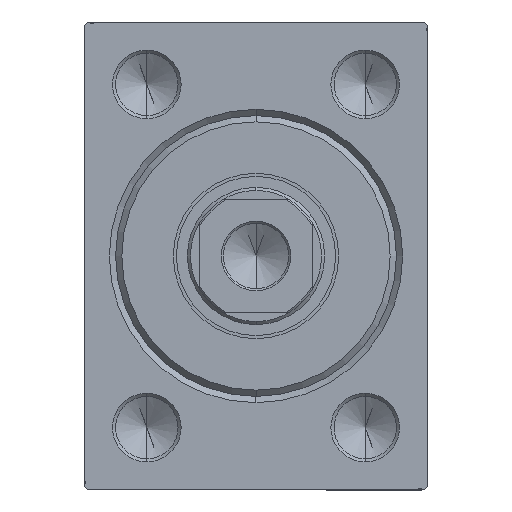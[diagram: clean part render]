
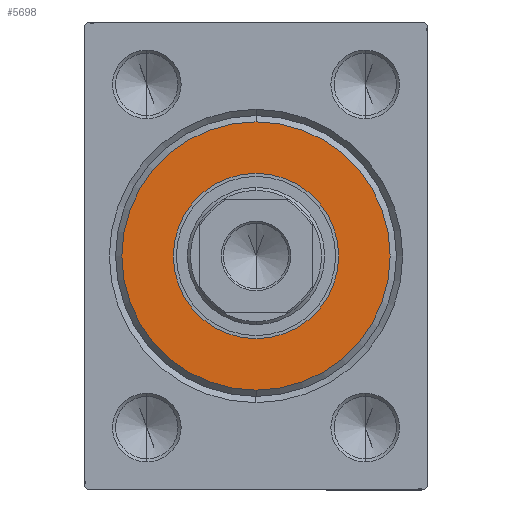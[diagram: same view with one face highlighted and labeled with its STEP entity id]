
A CAD part, left-side view. The second image highlights one B-rep face of the part: STEP entity #5698.
In plain terms, the highlighted face is planar.
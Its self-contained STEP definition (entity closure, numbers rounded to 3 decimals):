
#7 = CARTESIAN_POINT ( 'NONE',  ( 3., 0., 21.5 ) ) ;
#164 = DIRECTION ( 'NONE',  ( 0., 0., -1. ) ) ;
#1649 = EDGE_LOOP ( 'NONE', ( #29530, #29844 ) ) ;
#3408 = DIRECTION ( 'NONE',  ( 0., 0., -1. ) ) ;
#3629 = CARTESIAN_POINT ( 'NONE',  ( 3., 0., 0. ) ) ;
#4513 = EDGE_CURVE ( 'NONE', #29161, #15744, #12250, .T. ) ;
#4881 = VERTEX_POINT ( 'NONE', #5959 ) ;
#5698 = ADVANCED_FACE ( 'NONE', ( #22064, #8690 ), #22286, .T. ) ;
#5959 = CARTESIAN_POINT ( 'NONE',  ( 3., 0., -21.5 ) ) ;
#8557 = DIRECTION ( 'NONE',  ( 1., 0., 0. ) ) ;
#8690 = FACE_BOUND ( 'NONE', #1649, .T. ) ;
#9350 = AXIS2_PLACEMENT_3D ( 'NONE', #41816, #24620, #164 ) ;
#9584 = AXIS2_PLACEMENT_3D ( 'NONE', #3629, #27407, #3408 ) ;
#11653 = CARTESIAN_POINT ( 'NONE',  ( 3., 0., 0. ) ) ;
#12250 = CIRCLE ( 'NONE', #9350, 13.25 ) ;
#15189 = AXIS2_PLACEMENT_3D ( 'NONE', #11653, #42894, #29094 ) ;
#15744 = VERTEX_POINT ( 'NONE', #43585 ) ;
#18646 = ORIENTED_EDGE ( 'NONE', *, *, #34468, .T. ) ;
#21873 = CIRCLE ( 'NONE', #9584, 21.5 ) ;
#22064 = FACE_OUTER_BOUND ( 'NONE', #28571, .T. ) ;
#22286 = PLANE ( 'NONE',  #15189 ) ;
#22464 = ORIENTED_EDGE ( 'NONE', *, *, #23106, .T. ) ;
#22682 = DIRECTION ( 'NONE',  ( 0., 0., -1. ) ) ;
#23106 = EDGE_CURVE ( 'NONE', #4881, #34499, #44431, .T. ) ;
#24620 = DIRECTION ( 'NONE',  ( 1., 0., 0. ) ) ;
#25786 = CARTESIAN_POINT ( 'NONE',  ( 3., 0., 0. ) ) ;
#27407 = DIRECTION ( 'NONE',  ( 1., 0., 0. ) ) ;
#28532 = AXIS2_PLACEMENT_3D ( 'NONE', #25786, #8557, #36195 ) ;
#28571 = EDGE_LOOP ( 'NONE', ( #18646, #22464 ) ) ;
#29094 = DIRECTION ( 'NONE',  ( 0., 0., -1. ) ) ;
#29161 = VERTEX_POINT ( 'NONE', #37874 ) ;
#29206 = CIRCLE ( 'NONE', #35694, 13.25 ) ;
#29530 = ORIENTED_EDGE ( 'NONE', *, *, #4513, .F. ) ;
#29844 = ORIENTED_EDGE ( 'NONE', *, *, #36847, .F. ) ;
#33316 = CARTESIAN_POINT ( 'NONE',  ( 3., 0., 0. ) ) ;
#34468 = EDGE_CURVE ( 'NONE', #34499, #4881, #21873, .T. ) ;
#34499 = VERTEX_POINT ( 'NONE', #7 ) ;
#35694 = AXIS2_PLACEMENT_3D ( 'NONE', #33316, #43070, #22682 ) ;
#36195 = DIRECTION ( 'NONE',  ( 0., 0., -1. ) ) ;
#36847 = EDGE_CURVE ( 'NONE', #15744, #29161, #29206, .T. ) ;
#37874 = CARTESIAN_POINT ( 'NONE',  ( 3., 0., -13.25 ) ) ;
#41816 = CARTESIAN_POINT ( 'NONE',  ( 3., 0., 0. ) ) ;
#42894 = DIRECTION ( 'NONE',  ( 1., 0., 0. ) ) ;
#43070 = DIRECTION ( 'NONE',  ( 1., 0., 0. ) ) ;
#43585 = CARTESIAN_POINT ( 'NONE',  ( 3., 0., 13.25 ) ) ;
#44431 = CIRCLE ( 'NONE', #28532, 21.5 ) ;
